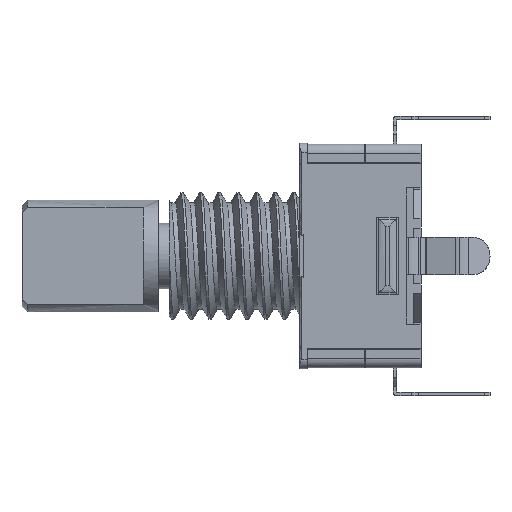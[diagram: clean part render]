
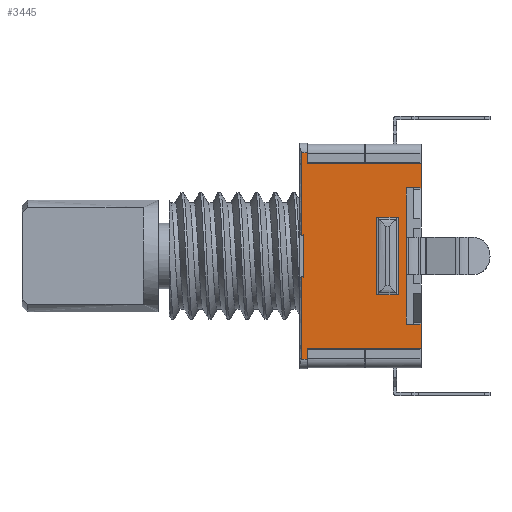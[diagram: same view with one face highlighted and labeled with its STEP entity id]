
A CAD part, left-side view. The second image highlights one B-rep face of the part: STEP entity #3445.
In plain terms, the highlighted free-form (B-spline) face has degree [1, 1] with [2, 2] control points.
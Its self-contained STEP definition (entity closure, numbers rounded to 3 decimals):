
#3445 = ADVANCED_FACE('',(#3446,#3476),#3604,.F.);
#3446 = FACE_BOUND('',#3447,.T.);
#3447 = EDGE_LOOP('',(#3448,#3457,#3464,#3471));
#3448 = ORIENTED_EDGE('',*,*,#3449,.T.);
#3449 = EDGE_CURVE('',#3450,#3452,#3454,.T.);
#3450 = VERTEX_POINT('',#3451);
#3451 = CARTESIAN_POINT('',(-8.658,3.404,
    -2.975));
#3452 = VERTEX_POINT('',#3453);
#3453 = CARTESIAN_POINT('',(-8.658,3.404,
    2.975));
#3454 = B_SPLINE_CURVE_WITH_KNOTS('',1,(#3455,#3456),.UNSPECIFIED.,.F.,
  .F.,(2,2),(-8.129,-3.971),.PIECEWISE_BEZIER_KNOTS.);
#3455 = CARTESIAN_POINT('',(-8.658,3.404,
    -2.975));
#3456 = CARTESIAN_POINT('',(-8.658,3.404,
    2.975));
#3457 = ORIENTED_EDGE('',*,*,#3458,.T.);
#3458 = EDGE_CURVE('',#3452,#3459,#3461,.T.);
#3459 = VERTEX_POINT('',#3460);
#3460 = CARTESIAN_POINT('',(-8.658,1.748,
    2.975));
#3461 = B_SPLINE_CURVE_WITH_KNOTS('',1,(#3462,#3463),.UNSPECIFIED.,.F.,
  .F.,(2,2),(4.121,5.279),.PIECEWISE_BEZIER_KNOTS.);
#3462 = CARTESIAN_POINT('',(-8.658,3.404,
    2.975));
#3463 = CARTESIAN_POINT('',(-8.658,1.748,
    2.975));
#3464 = ORIENTED_EDGE('',*,*,#3465,.T.);
#3465 = EDGE_CURVE('',#3459,#3466,#3468,.T.);
#3466 = VERTEX_POINT('',#3467);
#3467 = CARTESIAN_POINT('',(-8.658,1.748,
    -2.975));
#3468 = B_SPLINE_CURVE_WITH_KNOTS('',1,(#3469,#3470),.UNSPECIFIED.,.F.,
  .F.,(2,2),(3.971,8.129),.PIECEWISE_BEZIER_KNOTS.);
#3469 = CARTESIAN_POINT('',(-8.658,1.748,
    2.975));
#3470 = CARTESIAN_POINT('',(-8.658,1.748,
    -2.975));
#3471 = ORIENTED_EDGE('',*,*,#3472,.T.);
#3472 = EDGE_CURVE('',#3466,#3450,#3473,.T.);
#3473 = B_SPLINE_CURVE_WITH_KNOTS('',1,(#3474,#3475),.UNSPECIFIED.,.F.,
  .F.,(2,2),(-5.279,-4.121),.PIECEWISE_BEZIER_KNOTS.);
#3474 = CARTESIAN_POINT('',(-8.658,1.748,
    -2.975));
#3475 = CARTESIAN_POINT('',(-8.658,3.404,
    -2.975));
#3476 = FACE_BOUND('',#3477,.T.);
#3477 = EDGE_LOOP('',(#3478,#3487,#3494,#3501,#3508,#3515,#3522,#3529,
    #3536,#3543,#3550,#3557,#3564,#3571,#3578,#3585,#3592,#3599));
#3478 = ORIENTED_EDGE('',*,*,#3479,.T.);
#3479 = EDGE_CURVE('',#3480,#3482,#3484,.T.);
#3480 = VERTEX_POINT('',#3481);
#3481 = CARTESIAN_POINT('',(-8.658,8.729,
    7.942));
#3482 = VERTEX_POINT('',#3483);
#3483 = CARTESIAN_POINT('',(-8.658,9.159,
    7.942));
#3484 = B_SPLINE_CURVE_WITH_KNOTS('',1,(#3485,#3486),.UNSPECIFIED.,.F.,
  .F.,(2,2),(-0.4,-0.1),.PIECEWISE_BEZIER_KNOTS.);
#3485 = CARTESIAN_POINT('',(-8.658,8.729,
    7.942));
#3486 = CARTESIAN_POINT('',(-8.658,9.159,
    7.942));
#3487 = ORIENTED_EDGE('',*,*,#3488,.T.);
#3488 = EDGE_CURVE('',#3482,#3489,#3491,.T.);
#3489 = VERTEX_POINT('',#3490);
#3490 = CARTESIAN_POINT('',(-8.658,9.159,
    1.646));
#3491 = B_SPLINE_CURVE_WITH_KNOTS('',1,(#3492,#3493),.UNSPECIFIED.,.F.,
  .F.,(2,2),(0.5,4.9),.PIECEWISE_BEZIER_KNOTS.);
#3492 = CARTESIAN_POINT('',(-8.658,9.159,
    7.942));
#3493 = CARTESIAN_POINT('',(-8.658,9.159,
    1.646));
#3494 = ORIENTED_EDGE('',*,*,#3495,.F.);
#3495 = EDGE_CURVE('',#3496,#3489,#3498,.T.);
#3496 = VERTEX_POINT('',#3497);
#3497 = CARTESIAN_POINT('',(-8.658,9.016,
    1.646));
#3498 = B_SPLINE_CURVE_WITH_KNOTS('',1,(#3499,#3500),.UNSPECIFIED.,.F.,
  .F.,(2,2),(0.,0.1),.PIECEWISE_BEZIER_KNOTS.);
#3499 = CARTESIAN_POINT('',(-8.658,9.016,
    1.646));
#3500 = CARTESIAN_POINT('',(-8.658,9.159,
    1.646));
#3501 = ORIENTED_EDGE('',*,*,#3502,.F.);
#3502 = EDGE_CURVE('',#3503,#3496,#3505,.T.);
#3503 = VERTEX_POINT('',#3504);
#3504 = CARTESIAN_POINT('',(-8.658,9.016,
    -1.646));
#3505 = B_SPLINE_CURVE_WITH_KNOTS('',1,(#3506,#3507),.UNSPECIFIED.,.F.,
  .F.,(2,2),(0.,2.3),.PIECEWISE_BEZIER_KNOTS.);
#3506 = CARTESIAN_POINT('',(-8.658,9.016,
    -1.646));
#3507 = CARTESIAN_POINT('',(-8.658,9.016,
    1.646));
#3508 = ORIENTED_EDGE('',*,*,#3509,.T.);
#3509 = EDGE_CURVE('',#3503,#3510,#3512,.T.);
#3510 = VERTEX_POINT('',#3511);
#3511 = CARTESIAN_POINT('',(-8.658,9.159,
    -1.646));
#3512 = B_SPLINE_CURVE_WITH_KNOTS('',1,(#3513,#3514),.UNSPECIFIED.,.F.,
  .F.,(2,2),(0.,0.1),.PIECEWISE_BEZIER_KNOTS.);
#3513 = CARTESIAN_POINT('',(-8.658,9.016,
    -1.646));
#3514 = CARTESIAN_POINT('',(-8.658,9.159,
    -1.646));
#3515 = ORIENTED_EDGE('',*,*,#3516,.T.);
#3516 = EDGE_CURVE('',#3510,#3517,#3519,.T.);
#3517 = VERTEX_POINT('',#3518);
#3518 = CARTESIAN_POINT('',(-8.658,9.159,
    -7.942));
#3519 = B_SPLINE_CURVE_WITH_KNOTS('',1,(#3520,#3521),.UNSPECIFIED.,.F.,
  .F.,(2,2),(7.2,11.6),.PIECEWISE_BEZIER_KNOTS.);
#3520 = CARTESIAN_POINT('',(-8.658,9.159,
    -1.646));
#3521 = CARTESIAN_POINT('',(-8.658,9.159,
    -7.942));
#3522 = ORIENTED_EDGE('',*,*,#3523,.T.);
#3523 = EDGE_CURVE('',#3517,#3524,#3526,.T.);
#3524 = VERTEX_POINT('',#3525);
#3525 = CARTESIAN_POINT('',(-8.658,8.729,
    -7.942));
#3526 = B_SPLINE_CURVE_WITH_KNOTS('',1,(#3527,#3528),.UNSPECIFIED.,.F.,
  .F.,(2,2),(0.1,0.4),.PIECEWISE_BEZIER_KNOTS.);
#3527 = CARTESIAN_POINT('',(-8.658,9.159,
    -7.942));
#3528 = CARTESIAN_POINT('',(-8.658,8.729,
    -7.942));
#3529 = ORIENTED_EDGE('',*,*,#3530,.T.);
#3530 = EDGE_CURVE('',#3524,#3531,#3533,.T.);
#3531 = VERTEX_POINT('',#3532);
#3532 = CARTESIAN_POINT('',(-8.658,8.729,
    -7.084));
#3533 = B_SPLINE_CURVE_WITH_KNOTS('',1,(#3534,#3535),.UNSPECIFIED.,.F.,
  .F.,(2,2),(-11.6,-11.),.PIECEWISE_BEZIER_KNOTS.);
#3534 = CARTESIAN_POINT('',(-8.658,8.729,
    -7.942));
#3535 = CARTESIAN_POINT('',(-8.658,8.729,
    -7.084));
#3536 = ORIENTED_EDGE('',*,*,#3537,.F.);
#3537 = EDGE_CURVE('',#3538,#3531,#3540,.T.);
#3538 = VERTEX_POINT('',#3539);
#3539 = CARTESIAN_POINT('',(-8.658,0.,-7.084));
#3540 = B_SPLINE_CURVE_WITH_KNOTS('',1,(#3541,#3542),.UNSPECIFIED.,.F.,
  .F.,(2,2),(9.906,16.006),.PIECEWISE_BEZIER_KNOTS.);
#3541 = CARTESIAN_POINT('',(-8.658,0.,-7.084));
#3542 = CARTESIAN_POINT('',(-8.658,8.729,
    -7.084));
#3543 = ORIENTED_EDGE('',*,*,#3544,.T.);
#3544 = EDGE_CURVE('',#3538,#3545,#3547,.T.);
#3545 = VERTEX_POINT('',#3546);
#3546 = CARTESIAN_POINT('',(-8.658,0.,-5.223));
#3547 = B_SPLINE_CURVE_WITH_KNOTS('',1,(#3548,#3549),.UNSPECIFIED.,.F.,
  .F.,(2,2),(0.,1.3),.PIECEWISE_BEZIER_KNOTS.);
#3548 = CARTESIAN_POINT('',(-8.658,0.,-7.084));
#3549 = CARTESIAN_POINT('',(-8.658,0.,-5.223));
#3550 = ORIENTED_EDGE('',*,*,#3551,.F.);
#3551 = EDGE_CURVE('',#3552,#3545,#3554,.T.);
#3552 = VERTEX_POINT('',#3553);
#3553 = CARTESIAN_POINT('',(-8.658,1.145,
    -5.223));
#3554 = B_SPLINE_CURVE_WITH_KNOTS('',1,(#3555,#3556),.UNSPECIFIED.,.F.,
  .F.,(2,2),(0.,0.8),.PIECEWISE_BEZIER_KNOTS.);
#3555 = CARTESIAN_POINT('',(-8.658,1.145,
    -5.223));
#3556 = CARTESIAN_POINT('',(-8.658,0.,-5.223));
#3557 = ORIENTED_EDGE('',*,*,#3558,.F.);
#3558 = EDGE_CURVE('',#3559,#3552,#3561,.T.);
#3559 = VERTEX_POINT('',#3560);
#3560 = CARTESIAN_POINT('',(-8.658,1.145,
    -1.431));
#3561 = B_SPLINE_CURVE_WITH_KNOTS('',1,(#3562,#3563),.UNSPECIFIED.,.F.,
  .F.,(2,2),(-2.65,-0.),.PIECEWISE_BEZIER_KNOTS.);
#3562 = CARTESIAN_POINT('',(-8.658,1.145,
    -1.431));
#3563 = CARTESIAN_POINT('',(-8.658,1.145,
    -5.223));
#3564 = ORIENTED_EDGE('',*,*,#3565,.F.);
#3565 = EDGE_CURVE('',#3566,#3559,#3568,.T.);
#3566 = VERTEX_POINT('',#3567);
#3567 = CARTESIAN_POINT('',(-8.658,1.145,1.431
    ));
#3568 = B_SPLINE_CURVE_WITH_KNOTS('',1,(#3569,#3570),.UNSPECIFIED.,.F.,
  .F.,(2,2),(-4.65,-2.65),.PIECEWISE_BEZIER_KNOTS.);
#3569 = CARTESIAN_POINT('',(-8.658,1.145,1.431
    ));
#3570 = CARTESIAN_POINT('',(-8.658,1.145,
    -1.431));
#3571 = ORIENTED_EDGE('',*,*,#3572,.F.);
#3572 = EDGE_CURVE('',#3573,#3566,#3575,.T.);
#3573 = VERTEX_POINT('',#3574);
#3574 = CARTESIAN_POINT('',(-8.658,1.145,5.223
    ));
#3575 = B_SPLINE_CURVE_WITH_KNOTS('',1,(#3576,#3577),.UNSPECIFIED.,.F.,
  .F.,(2,2),(-7.3,-4.65),.PIECEWISE_BEZIER_KNOTS.);
#3576 = CARTESIAN_POINT('',(-8.658,1.145,5.223
    ));
#3577 = CARTESIAN_POINT('',(-8.658,1.145,1.431
    ));
#3578 = ORIENTED_EDGE('',*,*,#3579,.F.);
#3579 = EDGE_CURVE('',#3580,#3573,#3582,.T.);
#3580 = VERTEX_POINT('',#3581);
#3581 = CARTESIAN_POINT('',(-8.658,0.,5.223));
#3582 = B_SPLINE_CURVE_WITH_KNOTS('',1,(#3583,#3584),.UNSPECIFIED.,.F.,
  .F.,(2,2),(-0.8,0.),.PIECEWISE_BEZIER_KNOTS.);
#3583 = CARTESIAN_POINT('',(-8.658,0.,5.223));
#3584 = CARTESIAN_POINT('',(-8.658,1.145,5.223
    ));
#3585 = ORIENTED_EDGE('',*,*,#3586,.T.);
#3586 = EDGE_CURVE('',#3580,#3587,#3589,.T.);
#3587 = VERTEX_POINT('',#3588);
#3588 = CARTESIAN_POINT('',(-8.658,0.,7.084));
#3589 = B_SPLINE_CURVE_WITH_KNOTS('',1,(#3590,#3591),.UNSPECIFIED.,.F.,
  .F.,(2,2),(8.6,9.9),.PIECEWISE_BEZIER_KNOTS.);
#3590 = CARTESIAN_POINT('',(-8.658,0.,5.223));
#3591 = CARTESIAN_POINT('',(-8.658,0.,7.084));
#3592 = ORIENTED_EDGE('',*,*,#3593,.T.);
#3593 = EDGE_CURVE('',#3587,#3594,#3596,.T.);
#3594 = VERTEX_POINT('',#3595);
#3595 = CARTESIAN_POINT('',(-8.658,8.729,7.084
    ));
#3596 = B_SPLINE_CURVE_WITH_KNOTS('',1,(#3597,#3598),.UNSPECIFIED.,.F.,
  .F.,(2,2),(9.906,16.006),.PIECEWISE_BEZIER_KNOTS.);
#3597 = CARTESIAN_POINT('',(-8.658,0.,7.084));
#3598 = CARTESIAN_POINT('',(-8.658,8.729,7.084
    ));
#3599 = ORIENTED_EDGE('',*,*,#3600,.T.);
#3600 = EDGE_CURVE('',#3594,#3480,#3601,.T.);
#3601 = B_SPLINE_CURVE_WITH_KNOTS('',1,(#3602,#3603),.UNSPECIFIED.,.F.,
  .F.,(2,2),(-1.1,-0.5),.PIECEWISE_BEZIER_KNOTS.);
#3602 = CARTESIAN_POINT('',(-8.658,8.729,7.084
    ));
#3603 = CARTESIAN_POINT('',(-8.658,8.729,
    7.942));
#3604 = B_SPLINE_SURFACE_WITH_KNOTS('',1,1,(
    (#3605,#3606)
    ,(#3607,#3608
    )),.UNSPECIFIED.,.F.,.F.,.F.,(2,2),(2,2),(0.5,11.6),(-6.5,-0.1),
  .PIECEWISE_BEZIER_KNOTS.);
#3605 = CARTESIAN_POINT('',(-8.658,0.,7.942));
#3606 = CARTESIAN_POINT('',(-8.658,9.159,
    7.942));
#3607 = CARTESIAN_POINT('',(-8.658,0.,-7.942));
#3608 = CARTESIAN_POINT('',(-8.658,9.159,
    -7.942));
